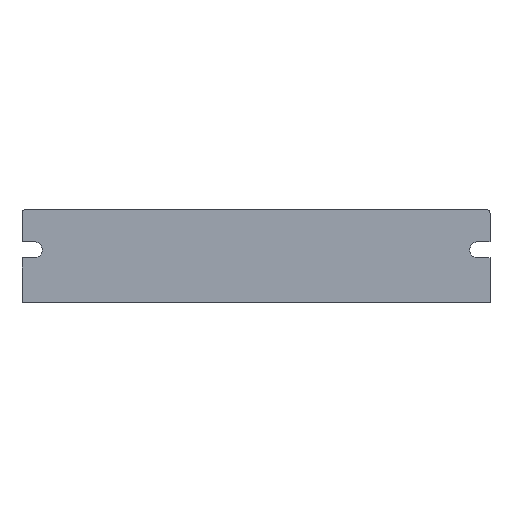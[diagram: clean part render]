
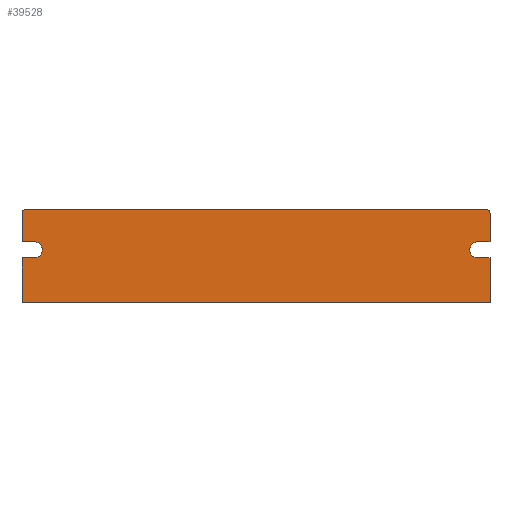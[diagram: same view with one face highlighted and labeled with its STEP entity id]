
A CAD part, front view. The second image highlights one B-rep face of the part: STEP entity #39528.
In plain terms, the highlighted planar face has unit normal (0, -1, 0).
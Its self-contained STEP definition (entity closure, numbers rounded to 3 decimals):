
#1331 = VERTEX_POINT ( 'NONE', #50726 ) ;
#1793 = DIRECTION ( 'NONE',  ( 0., 1., 0. ) ) ;
#2085 = DIRECTION ( 'NONE',  ( 1., 0., 0. ) ) ;
#2392 = DIRECTION ( 'NONE',  ( -1., 0., 0. ) ) ;
#2488 = ORIENTED_EDGE ( 'NONE', *, *, #10065, .T. ) ;
#4426 = DIRECTION ( 'NONE',  ( 1., 0., 0. ) ) ;
#6034 = EDGE_CURVE ( 'NONE', #14129, #37084, #13491, .T. ) ;
#6687 = EDGE_CURVE ( 'NONE', #1331, #12304, #43501, .T. ) ;
#9330 = DIRECTION ( 'NONE',  ( -1., 0., 0. ) ) ;
#9836 = AXIS2_PLACEMENT_3D ( 'NONE', #15394, #53878, #20895 ) ;
#10065 = EDGE_CURVE ( 'NONE', #58396, #56914, #10409, .T. ) ;
#10168 = EDGE_CURVE ( 'NONE', #1331, #56536, #37952, .T. ) ;
#10409 = LINE ( 'NONE', #53333, #65495 ) ;
#11731 = AXIS2_PLACEMENT_3D ( 'NONE', #34759, #1793, #40247 ) ;
#12036 = LINE ( 'NONE', #49803, #54235 ) ;
#12304 = VERTEX_POINT ( 'NONE', #24717 ) ;
#12496 = CIRCLE ( 'NONE', #43250, 2.3 ) ;
#13491 = LINE ( 'NONE', #15554, #57415 ) ;
#14094 = CARTESIAN_POINT ( 'NONE',  ( 0., 0., 0. ) ) ;
#14129 = VERTEX_POINT ( 'NONE', #44301 ) ;
#14901 = CARTESIAN_POINT ( 'NONE',  ( 3.5, 0., 17.3 ) ) ;
#15394 = CARTESIAN_POINT ( 'NONE',  ( 0., 0., 26.5 ) ) ;
#15397 = EDGE_CURVE ( 'NONE', #27843, #56536, #52444, .T. ) ;
#15554 = CARTESIAN_POINT ( 'NONE',  ( 130.5, 0., 12.7 ) ) ;
#15847 = EDGE_CURVE ( 'NONE', #12304, #65687, #60110, .T. ) ;
#16168 = CARTESIAN_POINT ( 'NONE',  ( 1., 0., 25.5 ) ) ;
#16200 = VECTOR ( 'NONE', #69218, 1000. ) ;
#16864 = EDGE_CURVE ( 'NONE', #33154, #58396, #28043, .T. ) ;
#17764 = CARTESIAN_POINT ( 'NONE',  ( 130.5, 0., 17.3 ) ) ;
#17936 = VERTEX_POINT ( 'NONE', #56549 ) ;
#18287 = VERTEX_POINT ( 'NONE', #48562 ) ;
#19556 = CIRCLE ( 'NONE', #11731, 2.3 ) ;
#19668 = CARTESIAN_POINT ( 'NONE',  ( 0., 0., 26.5 ) ) ;
#20895 = DIRECTION ( 'NONE',  ( 0., 0., 1. ) ) ;
#21575 = EDGE_CURVE ( 'NONE', #27843, #60378, #12036, .T. ) ;
#21693 = DIRECTION ( 'NONE',  ( 0., 0., 1. ) ) ;
#22386 = DIRECTION ( 'NONE',  ( 0., 0., -1. ) ) ;
#23751 = LINE ( 'NONE', #66212, #36652 ) ;
#24198 = EDGE_LOOP ( 'NONE', ( #55209, #55164, #26554, #62049, #45818, #33166, #56243, #47648, #2488, #31506, #46614, #68624, #67568, #66318, #38720 ) ) ;
#24717 = CARTESIAN_POINT ( 'NONE',  ( 0., 0., 25.5 ) ) ;
#25938 = PLANE ( 'NONE',  #9836 ) ;
#26291 = CARTESIAN_POINT ( 'NONE',  ( 0., 0., 17.3 ) ) ;
#26351 = CARTESIAN_POINT ( 'NONE',  ( 0., 0., 26.5 ) ) ;
#26554 = ORIENTED_EDGE ( 'NONE', *, *, #10168, .F. ) ;
#26803 = CARTESIAN_POINT ( 'NONE',  ( 134., 0., 25.5 ) ) ;
#27154 = CARTESIAN_POINT ( 'NONE',  ( 133., 0., 25.5 ) ) ;
#27843 = VERTEX_POINT ( 'NONE', #26803 ) ;
#28043 = LINE ( 'NONE', #42259, #57369 ) ;
#28131 = LINE ( 'NONE', #69390, #41024 ) ;
#28676 = CARTESIAN_POINT ( 'NONE',  ( 130.5, 0., 12.7 ) ) ;
#28740 = CARTESIAN_POINT ( 'NONE',  ( 3.5, 0., 12.7 ) ) ;
#30836 = DIRECTION ( 'NONE',  ( 0., 1., 0. ) ) ;
#31426 = EDGE_CURVE ( 'NONE', #52904, #33154, #19556, .T. ) ;
#31506 = ORIENTED_EDGE ( 'NONE', *, *, #52509, .T. ) ;
#32699 = DIRECTION ( 'NONE',  ( 0., 0., 1. ) ) ;
#33154 = VERTEX_POINT ( 'NONE', #28740 ) ;
#33166 = ORIENTED_EDGE ( 'NONE', *, *, #34936, .T. ) ;
#33493 = FACE_OUTER_BOUND ( 'NONE', #24198, .T. ) ;
#34574 = CARTESIAN_POINT ( 'NONE',  ( 0., 0., 17.3 ) ) ;
#34759 = CARTESIAN_POINT ( 'NONE',  ( 3.5, 0., 15. ) ) ;
#34829 = CARTESIAN_POINT ( 'NONE',  ( 134., 0., 17.3 ) ) ;
#34936 = EDGE_CURVE ( 'NONE', #65687, #52904, #69907, .T. ) ;
#35347 = DIRECTION ( 'NONE',  ( 0., 1., 0. ) ) ;
#36652 = VECTOR ( 'NONE', #49366, 1000. ) ;
#37084 = VERTEX_POINT ( 'NONE', #28676 ) ;
#37685 = DIRECTION ( 'NONE',  ( 1., 0., 0. ) ) ;
#37733 = VERTEX_POINT ( 'NONE', #17764 ) ;
#37952 = LINE ( 'NONE', #26351, #62044 ) ;
#37969 = CARTESIAN_POINT ( 'NONE',  ( 133., 0., 26.5 ) ) ;
#38677 = CIRCLE ( 'NONE', #62924, 2.3 ) ;
#38720 = ORIENTED_EDGE ( 'NONE', *, *, #64100, .T. ) ;
#39528 = ADVANCED_FACE ( 'NONE', ( #33493 ), #25938, .F. ) ;
#40247 = DIRECTION ( 'NONE',  ( -1., 0., 0. ) ) ;
#41024 = VECTOR ( 'NONE', #52799, 1000. ) ;
#42259 = CARTESIAN_POINT ( 'NONE',  ( 3.5, 0., 12.7 ) ) ;
#42339 = VECTOR ( 'NONE', #4426, 1000. ) ;
#43250 = AXIS2_PLACEMENT_3D ( 'NONE', #63805, #30836, #69336 ) ;
#43501 = CIRCLE ( 'NONE', #51825, 1. ) ;
#44301 = CARTESIAN_POINT ( 'NONE',  ( 134., 0., 12.7 ) ) ;
#45818 = ORIENTED_EDGE ( 'NONE', *, *, #15847, .T. ) ;
#46614 = ORIENTED_EDGE ( 'NONE', *, *, #58864, .F. ) ;
#47648 = ORIENTED_EDGE ( 'NONE', *, *, #16864, .T. ) ;
#48562 = CARTESIAN_POINT ( 'NONE',  ( 134., 0., 0. ) ) ;
#49366 = DIRECTION ( 'NONE',  ( 1., 0., 0. ) ) ;
#49803 = CARTESIAN_POINT ( 'NONE',  ( 134., 0., 26.5 ) ) ;
#50726 = CARTESIAN_POINT ( 'NONE',  ( 1., 0., 26.5 ) ) ;
#51623 = CARTESIAN_POINT ( 'NONE',  ( 130.5, 0., 17.3 ) ) ;
#51825 = AXIS2_PLACEMENT_3D ( 'NONE', #16168, #54685, #21693 ) ;
#52444 = CIRCLE ( 'NONE', #70421, 1. ) ;
#52509 = EDGE_CURVE ( 'NONE', #56914, #18287, #23751, .T. ) ;
#52799 = DIRECTION ( 'NONE',  ( 0., 0., -1. ) ) ;
#52904 = VERTEX_POINT ( 'NONE', #14901 ) ;
#53333 = CARTESIAN_POINT ( 'NONE',  ( 0., 0., 26.5 ) ) ;
#53878 = DIRECTION ( 'NONE',  ( 0., 1., 0. ) ) ;
#54042 = DIRECTION ( 'NONE',  ( -1., 0., 0. ) ) ;
#54235 = VECTOR ( 'NONE', #22386, 1000. ) ;
#54685 = DIRECTION ( 'NONE',  ( 0., -1., 0. ) ) ;
#55164 = ORIENTED_EDGE ( 'NONE', *, *, #15397, .T. ) ;
#55209 = ORIENTED_EDGE ( 'NONE', *, *, #21575, .F. ) ;
#56243 = ORIENTED_EDGE ( 'NONE', *, *, #31426, .T. ) ;
#56536 = VERTEX_POINT ( 'NONE', #37969 ) ;
#56549 = CARTESIAN_POINT ( 'NONE',  ( 128.2, 0., 15. ) ) ;
#56780 = VECTOR ( 'NONE', #2085, 1000. ) ;
#56914 = VERTEX_POINT ( 'NONE', #14094 ) ;
#57369 = VECTOR ( 'NONE', #9330, 1000. ) ;
#57415 = VECTOR ( 'NONE', #54042, 1000. ) ;
#58396 = VERTEX_POINT ( 'NONE', #71148 ) ;
#58864 = EDGE_CURVE ( 'NONE', #14129, #18287, #28131, .T. ) ;
#58884 = DIRECTION ( 'NONE',  ( 0., 0., -1. ) ) ;
#60110 = LINE ( 'NONE', #19668, #16200 ) ;
#60378 = VERTEX_POINT ( 'NONE', #34829 ) ;
#62044 = VECTOR ( 'NONE', #37685, 1000. ) ;
#62049 = ORIENTED_EDGE ( 'NONE', *, *, #6687, .T. ) ;
#62924 = AXIS2_PLACEMENT_3D ( 'NONE', #68322, #35347, #2392 ) ;
#63805 = CARTESIAN_POINT ( 'NONE',  ( 130.5, 0., 15. ) ) ;
#64100 = EDGE_CURVE ( 'NONE', #37733, #60378, #71430, .T. ) ;
#65495 = VECTOR ( 'NONE', #58884, 1000. ) ;
#65687 = VERTEX_POINT ( 'NONE', #34574 ) ;
#65695 = DIRECTION ( 'NONE',  ( 0., -1., 0. ) ) ;
#66212 = CARTESIAN_POINT ( 'NONE',  ( 0., 0., 0. ) ) ;
#66318 = ORIENTED_EDGE ( 'NONE', *, *, #67399, .T. ) ;
#67399 = EDGE_CURVE ( 'NONE', #17936, #37733, #12496, .T. ) ;
#67568 = ORIENTED_EDGE ( 'NONE', *, *, #71296, .T. ) ;
#68322 = CARTESIAN_POINT ( 'NONE',  ( 130.5, 0., 15. ) ) ;
#68624 = ORIENTED_EDGE ( 'NONE', *, *, #6034, .T. ) ;
#69218 = DIRECTION ( 'NONE',  ( 0., 0., -1. ) ) ;
#69336 = DIRECTION ( 'NONE',  ( -1., 0., 0. ) ) ;
#69390 = CARTESIAN_POINT ( 'NONE',  ( 134., 0., 26.5 ) ) ;
#69907 = LINE ( 'NONE', #26291, #42339 ) ;
#70421 = AXIS2_PLACEMENT_3D ( 'NONE', #27154, #65695, #32699 ) ;
#71148 = CARTESIAN_POINT ( 'NONE',  ( 0., 0., 12.7 ) ) ;
#71296 = EDGE_CURVE ( 'NONE', #37084, #17936, #38677, .T. ) ;
#71430 = LINE ( 'NONE', #51623, #56780 ) ;
